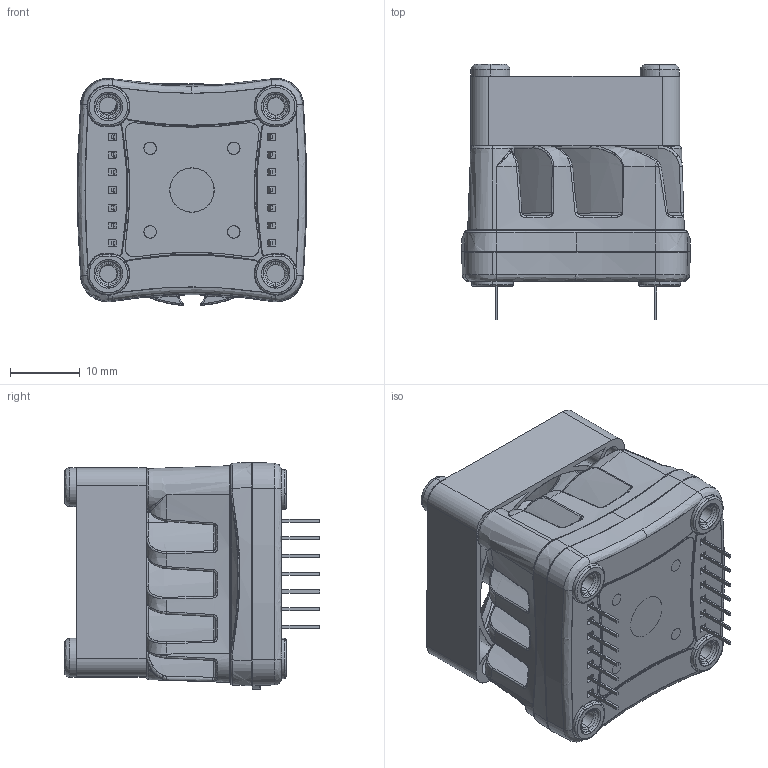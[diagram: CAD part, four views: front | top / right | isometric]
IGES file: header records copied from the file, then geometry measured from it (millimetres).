
Start section: SolidWorks IGES file using analytic representation for surfaces
Global section: file name: Wxx Controller w_Heatsink_Fan.IGS; native system: SolidWorks 2013; preprocessor: SolidWorks 2013; author: gniebel; date: 130416.131510; units: inch
Bounding box: 32.93 x 36.63 x 32.58 mm (x, y, z)
Surface area: 21018.3 mm2 (no closed solid volume)
Topology: 0 solids, 0 shells, 1988 faces, 15845 edges, 15752 vertices
Faces by surface type: bspline 1407, revolution 581
